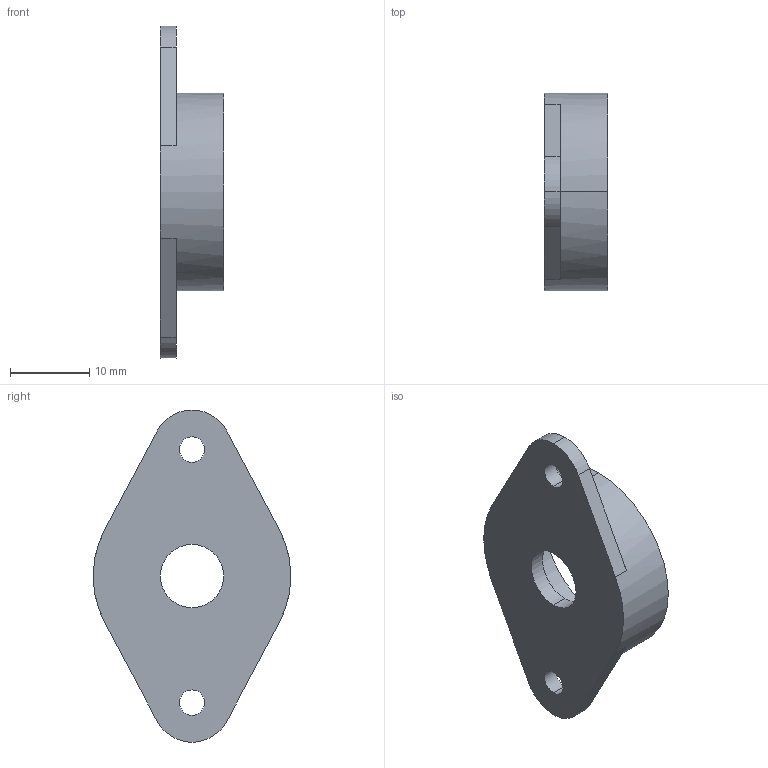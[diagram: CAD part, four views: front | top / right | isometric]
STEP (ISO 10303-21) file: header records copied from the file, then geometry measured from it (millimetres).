
FILE_DESCRIPTION (( 'STEP AP203' ), '1' );
FILE_NAME ('Flywheel Axle Bearing Mount.STEP', '2025-02-18T22:00:54', ( '' ), ( '' ), 'SwSTEP 2.0', 'SolidWorks 2024', '' );
FILE_SCHEMA (( 'CONFIG_CONTROL_DESIGN' ));
Length unit declared in the file: millimetre
Products named in the file (1): Flywheel Axle Bearing Mount
Bounding box: 8 x 25 x 41.98 mm (x, y, z)
Volume: 2513.9 mm3; surface area: 2394.9 mm2
Topology: 1 solids, 1 shells, 22 faces, 57 edges, 38 vertices
Faces by surface type: cylinder 13, plane 9
Entity records: 780 total; most frequent: DIRECTION 133, CARTESIAN_POINT 118, ORIENTED_EDGE 114, EDGE_CURVE 57, AXIS2_PLACEMENT_3D 53, VERTEX_POINT 38, CIRCLE 30, EDGE_LOOP 29
